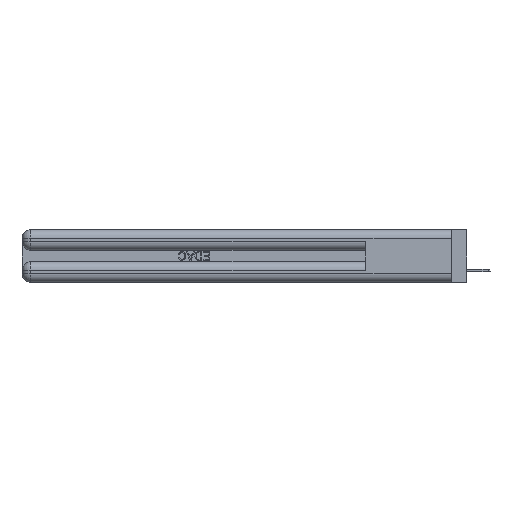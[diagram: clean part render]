
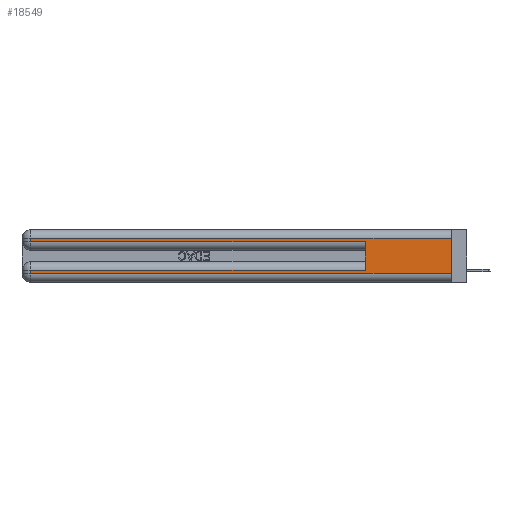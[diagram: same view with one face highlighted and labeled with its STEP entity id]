
A CAD part, left-side view. The second image highlights one B-rep face of the part: STEP entity #18549.
In plain terms, the highlighted planar face has unit normal (-1, 0, 0).
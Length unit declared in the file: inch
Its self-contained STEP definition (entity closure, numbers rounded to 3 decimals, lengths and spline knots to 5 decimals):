
#228 = DIRECTION ( 'NONE',  ( 0., 0., -1. ) ) ;
#1900 = VERTEX_POINT ( 'NONE', #41369 ) ;
#1966 = DIRECTION ( 'NONE',  ( 0., 0., 1. ) ) ;
#2219 = FACE_OUTER_BOUND ( 'NONE', #12748, .T. ) ;
#2863 = ORIENTED_EDGE ( 'NONE', *, *, #10501, .T. ) ;
#2975 = EDGE_CURVE ( 'NONE', #12738, #23557, #37885, .T. ) ;
#3411 = CARTESIAN_POINT ( 'NONE',  ( 0., 0.6, 0.285 ) ) ;
#4763 = AXIS2_PLACEMENT_3D ( 'NONE', #37319, #41505, #28249 ) ;
#5111 = DIRECTION ( 'NONE',  ( 0., 1., 0. ) ) ;
#7114 = CARTESIAN_POINT ( 'NONE',  ( 0., 2.94, 0.085 ) ) ;
#7681 = VECTOR ( 'NONE', #228, 39.37008 ) ;
#8046 = VECTOR ( 'NONE', #1966, 39.37008 ) ;
#9097 = VECTOR ( 'NONE', #5111, 39.37008 ) ;
#9230 = CARTESIAN_POINT ( 'NONE',  ( 0., 0., 0.085 ) ) ;
#10501 = EDGE_CURVE ( 'NONE', #23557, #35818, #26015, .T. ) ;
#11183 = EDGE_CURVE ( 'NONE', #1900, #15732, #34893, .T. ) ;
#11589 = VERTEX_POINT ( 'NONE', #35427 ) ;
#12738 = VERTEX_POINT ( 'NONE', #7114 ) ;
#12748 = EDGE_LOOP ( 'NONE', ( #18648, #51616, #16106, #38029, #16864, #42175, #52142, #2863 ) ) ;
#13008 = CARTESIAN_POINT ( 'NONE',  ( 0., 0., 0.06 ) ) ;
#13632 = PLANE ( 'NONE',  #4763 ) ;
#15732 = VERTEX_POINT ( 'NONE', #3411 ) ;
#16106 = ORIENTED_EDGE ( 'NONE', *, *, #28691, .T. ) ;
#16563 = LINE ( 'NONE', #30040, #8046 ) ;
#16864 = ORIENTED_EDGE ( 'NONE', *, *, #35128, .F. ) ;
#17616 = CARTESIAN_POINT ( 'NONE',  ( 0., 0.6, 0.085 ) ) ;
#17895 = EDGE_CURVE ( 'NONE', #21723, #12738, #51996, .T. ) ;
#18100 = VECTOR ( 'NONE', #50287, 39.37008 ) ;
#18549 = ADVANCED_FACE ( 'NONE', ( #2219 ), #13632, .F. ) ;
#18648 = ORIENTED_EDGE ( 'NONE', *, *, #33205, .F. ) ;
#19746 = VECTOR ( 'NONE', #40645, 39.37008 ) ;
#20070 = DIRECTION ( 'NONE',  ( 0., -1., 0. ) ) ;
#20225 = VECTOR ( 'NONE', #20070, 39.37008 ) ;
#20715 = CARTESIAN_POINT ( 'NONE',  ( 0., 0., 0.31 ) ) ;
#20952 = EDGE_CURVE ( 'NONE', #11589, #39044, #53708, .T. ) ;
#21723 = VERTEX_POINT ( 'NONE', #17616 ) ;
#23398 = CARTESIAN_POINT ( 'NONE',  ( 0., 0., 0.37 ) ) ;
#23557 = VERTEX_POINT ( 'NONE', #25683 ) ;
#24011 = VECTOR ( 'NONE', #24323, 39.37008 ) ;
#24323 = DIRECTION ( 'NONE',  ( 0., 0., -1. ) ) ;
#24992 = CARTESIAN_POINT ( 'NONE',  ( 0., 0., 0.06 ) ) ;
#25219 = CARTESIAN_POINT ( 'NONE',  ( 0., 2.94, 0.37 ) ) ;
#25683 = CARTESIAN_POINT ( 'NONE',  ( 0., 2.94, 0.06 ) ) ;
#26015 = LINE ( 'NONE', #24992, #18100 ) ;
#28249 = DIRECTION ( 'NONE',  ( 0., 0., -1. ) ) ;
#28338 = CARTESIAN_POINT ( 'NONE',  ( 0., 0., 0.285 ) ) ;
#28691 = EDGE_CURVE ( 'NONE', #39044, #1900, #30906, .T. ) ;
#30040 = CARTESIAN_POINT ( 'NONE',  ( 0., 0.6, 0.145 ) ) ;
#30906 = LINE ( 'NONE', #25219, #19746 ) ;
#33205 = EDGE_CURVE ( 'NONE', #11589, #35818, #48992, .T. ) ;
#34893 = LINE ( 'NONE', #28338, #20225 ) ;
#35128 = EDGE_CURVE ( 'NONE', #21723, #15732, #16563, .T. ) ;
#35427 = CARTESIAN_POINT ( 'NONE',  ( 0., 0., 0.31 ) ) ;
#35818 = VERTEX_POINT ( 'NONE', #13008 ) ;
#37319 = CARTESIAN_POINT ( 'NONE',  ( 0., 0., 0.37 ) ) ;
#37885 = LINE ( 'NONE', #50651, #7681 ) ;
#38029 = ORIENTED_EDGE ( 'NONE', *, *, #11183, .T. ) ;
#39044 = VERTEX_POINT ( 'NONE', #52936 ) ;
#40645 = DIRECTION ( 'NONE',  ( 0., 0., -1. ) ) ;
#41369 = CARTESIAN_POINT ( 'NONE',  ( 0., 2.94, 0.285 ) ) ;
#41505 = DIRECTION ( 'NONE',  ( 1., 0., 0. ) ) ;
#42175 = ORIENTED_EDGE ( 'NONE', *, *, #17895, .T. ) ;
#42903 = VECTOR ( 'NONE', #51219, 39.37008 ) ;
#48992 = LINE ( 'NONE', #23398, #24011 ) ;
#50287 = DIRECTION ( 'NONE',  ( 0., -1., 0. ) ) ;
#50651 = CARTESIAN_POINT ( 'NONE',  ( 0., 2.94, 0.37 ) ) ;
#51219 = DIRECTION ( 'NONE',  ( 0., 1., 0. ) ) ;
#51616 = ORIENTED_EDGE ( 'NONE', *, *, #20952, .T. ) ;
#51996 = LINE ( 'NONE', #9230, #42903 ) ;
#52142 = ORIENTED_EDGE ( 'NONE', *, *, #2975, .T. ) ;
#52936 = CARTESIAN_POINT ( 'NONE',  ( 0., 2.94, 0.31 ) ) ;
#53708 = LINE ( 'NONE', #20715, #9097 ) ;
